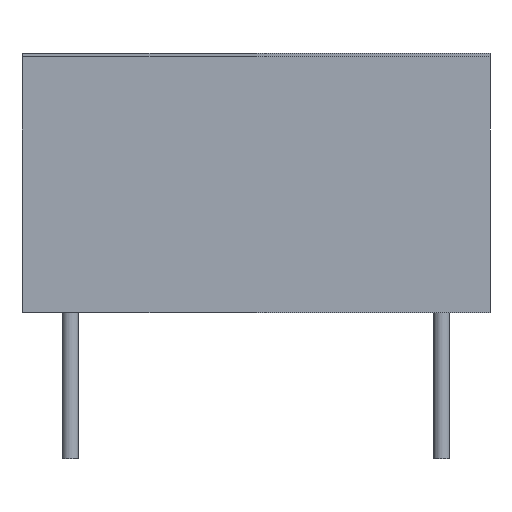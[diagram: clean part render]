
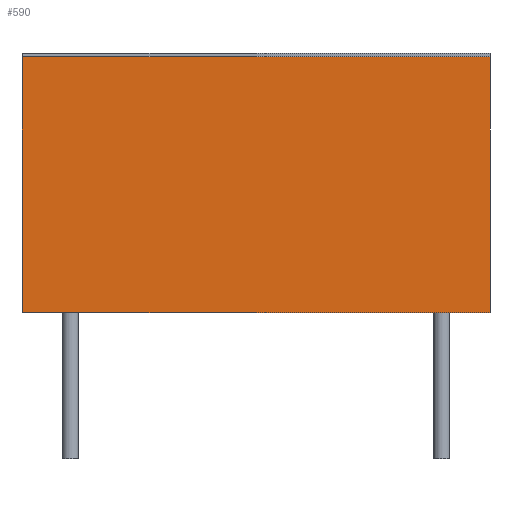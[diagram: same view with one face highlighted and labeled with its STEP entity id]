
A CAD part, front view. The second image highlights one B-rep face of the part: STEP entity #590.
In plain terms, the highlighted planar face has unit normal (0, -1, 0).
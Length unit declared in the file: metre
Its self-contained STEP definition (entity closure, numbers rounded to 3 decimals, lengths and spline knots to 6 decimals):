
#590 = ADVANCED_FACE( '', ( #1438 ), #1439, .T. );
#1438 = FACE_OUTER_BOUND( '', #2648, .T. );
#1439 = PLANE( '', #2649 );
#2648 = EDGE_LOOP( '', ( #4282, #4283, #4284, #4285 ) );
#2649 = AXIS2_PLACEMENT_3D( '', #4286, #4287, #4288 );
#4282 = ORIENTED_EDGE( '', *, *, #7197, .F. );
#4283 = ORIENTED_EDGE( '', *, *, #7198, .F. );
#4284 = ORIENTED_EDGE( '', *, *, #7199, .T. );
#4285 = ORIENTED_EDGE( '', *, *, #7200, .T. );
#4286 = CARTESIAN_POINT( '', ( 0., -0.01501, 0.007 ) );
#4287 = DIRECTION( '', ( 0., -1., 0. ) );
#4288 = DIRECTION( '', ( 0., 0., -1. ) );
#7197 = EDGE_CURVE( '', #8582, #8583, #8584, .T. );
#7198 = EDGE_CURVE( '', #8585, #8582, #8586, .T. );
#7199 = EDGE_CURVE( '', #8585, #8587, #8588, .T. );
#7200 = EDGE_CURVE( '', #8587, #8583, #8589, .T. );
#8582 = VERTEX_POINT( '', #10746 );
#8583 = VERTEX_POINT( '', #10747 );
#8584 = LINE( '', #10748, #10749 );
#8585 = VERTEX_POINT( '', #10750 );
#8586 = LINE( '', #10751, #10752 );
#8587 = VERTEX_POINT( '', #10753 );
#8588 = LINE( '', #10754, #10755 );
#8589 = LINE( '', #10756, #10757 );
#10746 = CARTESIAN_POINT( '', ( 0.0064, -0.01501, 0. ) );
#10747 = CARTESIAN_POINT( '', ( -0.0064, -0.01501, 0. ) );
#10748 = CARTESIAN_POINT( '', ( 0., -0.01501, 0. ) );
#10749 = VECTOR( '', #12591, 1. );
#10750 = CARTESIAN_POINT( '', ( 0.0064, -0.01501, 0.007 ) );
#10751 = CARTESIAN_POINT( '', ( 0.0064, -0.01501, 0.007 ) );
#10752 = VECTOR( '', #12592, 1. );
#10753 = CARTESIAN_POINT( '', ( -0.0064, -0.01501, 0.007 ) );
#10754 = CARTESIAN_POINT( '', ( 0., -0.01501, 0.007 ) );
#10755 = VECTOR( '', #12593, 1. );
#10756 = CARTESIAN_POINT( '', ( -0.0064, -0.01501, 0.007 ) );
#10757 = VECTOR( '', #12594, 1. );
#12591 = DIRECTION( '', ( -1., 0., 0. ) );
#12592 = DIRECTION( '', ( 0., 0., -1. ) );
#12593 = DIRECTION( '', ( -1., 0., 0. ) );
#12594 = DIRECTION( '', ( 0., 0., -1. ) );
